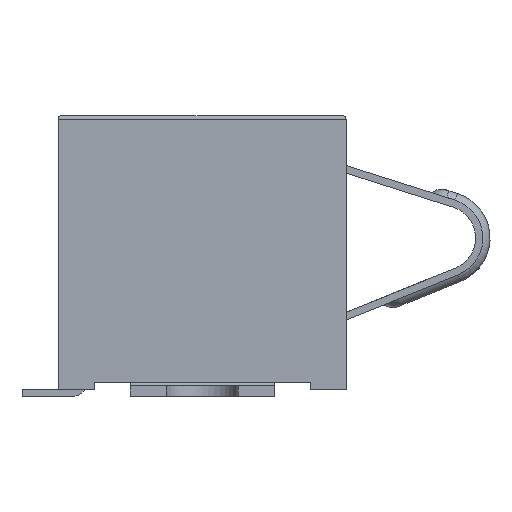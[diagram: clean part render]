
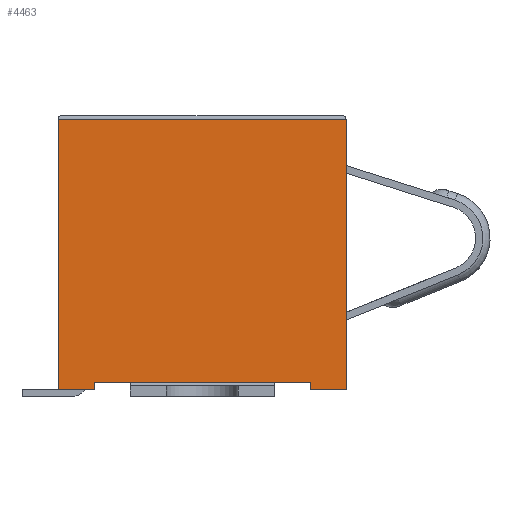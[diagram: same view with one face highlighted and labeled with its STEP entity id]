
A CAD part, left-side view. The second image highlights one B-rep face of the part: STEP entity #4463.
In plain terms, the highlighted planar face has unit normal (-1, 0, 0).
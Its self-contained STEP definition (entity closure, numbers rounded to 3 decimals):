
#263=PLANE('',#4791);
#432=FACE_OUTER_BOUND('',#692,.T.);
#692=EDGE_LOOP('',(#3144,#3145,#3146,#3147,#3148,#3149,#3150,#3151));
#934=LINE('',#6468,#1406);
#943=LINE('',#6486,#1415);
#1041=LINE('',#6872,#1513);
#1042=LINE('',#6874,#1514);
#1043=LINE('',#6876,#1515);
#1044=LINE('',#6878,#1516);
#1045=LINE('',#6880,#1517);
#1046=LINE('',#6881,#1518);
#1406=VECTOR('',#5146,10.);
#1415=VECTOR('',#5159,1000.);
#1513=VECTOR('',#5429,1000.);
#1514=VECTOR('',#5430,1000.);
#1515=VECTOR('',#5431,1000.);
#1516=VECTOR('',#5432,1000.);
#1517=VECTOR('',#5433,1000.);
#1518=VECTOR('',#5434,1000.);
#1873=VERTEX_POINT('',#6448);
#1876=VERTEX_POINT('',#6456);
#1886=VERTEX_POINT('',#6485);
#2043=VERTEX_POINT('',#6871);
#2044=VERTEX_POINT('',#6873);
#2045=VERTEX_POINT('',#6875);
#2046=VERTEX_POINT('',#6877);
#2047=VERTEX_POINT('',#6879);
#2302=EDGE_CURVE('',#1873,#1876,#934,.T.);
#2311=EDGE_CURVE('',#1876,#1886,#943,.T.);
#2469=EDGE_CURVE('',#2043,#1873,#1041,.T.);
#2470=EDGE_CURVE('',#2044,#2043,#1042,.T.);
#2471=EDGE_CURVE('',#2045,#2044,#1043,.T.);
#2472=EDGE_CURVE('',#2046,#2045,#1044,.T.);
#2473=EDGE_CURVE('',#2047,#2046,#1045,.T.);
#2474=EDGE_CURVE('',#1886,#2047,#1046,.T.);
#3144=ORIENTED_EDGE('',*,*,#2302,.F.);
#3145=ORIENTED_EDGE('',*,*,#2469,.F.);
#3146=ORIENTED_EDGE('',*,*,#2470,.F.);
#3147=ORIENTED_EDGE('',*,*,#2471,.F.);
#3148=ORIENTED_EDGE('',*,*,#2472,.F.);
#3149=ORIENTED_EDGE('',*,*,#2473,.F.);
#3150=ORIENTED_EDGE('',*,*,#2474,.F.);
#3151=ORIENTED_EDGE('',*,*,#2311,.F.);
#4463=ADVANCED_FACE('',(#432),#263,.F.);
#4791=AXIS2_PLACEMENT_3D('',#6870,#5427,#5428);
#5146=DIRECTION('',(0.,-1.,0.));
#5159=DIRECTION('',(0.,0.,-1.));
#5427=DIRECTION('center_axis',(1.,0.,0.));
#5428=DIRECTION('ref_axis',(0.,-1.,0.));
#5429=DIRECTION('',(0.,0.,1.));
#5430=DIRECTION('',(0.,1.,0.));
#5431=DIRECTION('',(0.,0.,-1.));
#5432=DIRECTION('',(0.,1.,0.));
#5433=DIRECTION('',(0.,0.,1.));
#5434=DIRECTION('',(0.,1.,0.));
#6448=CARTESIAN_POINT('',(-5.75,2.,3.75));
#6456=CARTESIAN_POINT('',(-5.75,-2.,3.75));
#6468=CARTESIAN_POINT('',(-5.75,0.,3.75));
#6485=CARTESIAN_POINT('',(-5.75,-2.,0.));
#6486=CARTESIAN_POINT('',(-5.75,-2.,1.9));
#6870=CARTESIAN_POINT('Origin',(-5.75,0.,1.9));
#6871=CARTESIAN_POINT('',(-5.75,2.,0.));
#6872=CARTESIAN_POINT('',(-5.75,2.,1.9));
#6873=CARTESIAN_POINT('',(-5.75,1.5,0.));
#6874=CARTESIAN_POINT('',(-5.75,0.,0.));
#6875=CARTESIAN_POINT('',(-5.75,1.5,0.1));
#6876=CARTESIAN_POINT('',(-5.75,1.5,1.9));
#6877=CARTESIAN_POINT('',(-5.75,-1.5,0.1));
#6878=CARTESIAN_POINT('',(-5.75,0.,0.1));
#6879=CARTESIAN_POINT('',(-5.75,-1.5,0.));
#6880=CARTESIAN_POINT('',(-5.75,-1.5,1.9));
#6881=CARTESIAN_POINT('',(-5.75,0.,0.));
